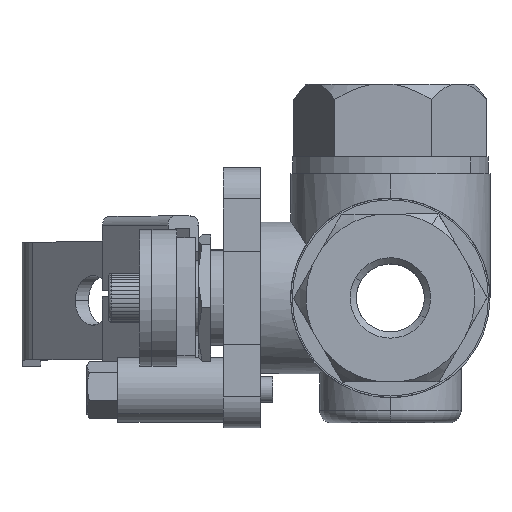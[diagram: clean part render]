
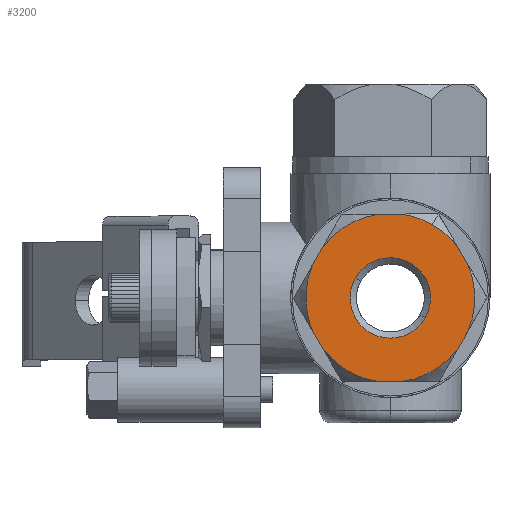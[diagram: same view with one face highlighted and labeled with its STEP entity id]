
A CAD part, left-side view. The second image highlights one B-rep face of the part: STEP entity #3200.
In plain terms, the highlighted face is planar.
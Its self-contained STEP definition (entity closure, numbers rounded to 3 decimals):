
#2714=CARTESIAN_POINT('',(0.,11.75,0.));
#2715=DIRECTION('',(0.,-1.,0.));
#2716=DIRECTION('',(0.119,0.,-0.993));
#2717=AXIS2_PLACEMENT_3D('',#2714,#2715,#2716);
#2719=DIRECTION('',(0.5,0.,0.866));
#2720=VECTOR('',#2719,3.235);
#2721=CARTESIAN_POINT('',(10.926,11.75,-8.176));
#2722=LINE('',#2721,#2720);
#2723=CARTESIAN_POINT('',(0.,11.75,0.));
#2724=DIRECTION('',(0.,-1.,0.));
#2725=DIRECTION('',(0.919,0.,-0.394));
#2726=AXIS2_PLACEMENT_3D('',#2723,#2724,#2725);
#2728=CARTESIAN_POINT('',(0.,11.75,0.));
#2729=DIRECTION('',(0.,-1.,0.));
#2730=DIRECTION('',(1.,0.,0.));
#2731=AXIS2_PLACEMENT_3D('',#2728,#2729,#2730);
#2733=DIRECTION('',(-0.5,0.,0.866));
#2734=VECTOR('',#2733,3.235);
#2735=CARTESIAN_POINT('',(12.543,11.75,5.374));
#2736=LINE('',#2735,#2734);
#2737=CARTESIAN_POINT('',(0.,11.75,0.));
#2738=DIRECTION('',(0.,-1.,0.));
#2739=DIRECTION('',(0.801,0.,0.599));
#2740=AXIS2_PLACEMENT_3D('',#2737,#2738,#2739);
#2742=DIRECTION('',(-1.,0.,0.));
#2743=VECTOR('',#2742,3.235);
#2744=CARTESIAN_POINT('',(1.617,11.75,13.55));
#2745=LINE('',#2744,#2743);
#2746=CARTESIAN_POINT('',(0.,11.75,0.));
#2747=DIRECTION('',(0.,-1.,0.));
#2748=DIRECTION('',(-0.119,0.,0.993));
#2749=AXIS2_PLACEMENT_3D('',#2746,#2747,#2748);
#2751=DIRECTION('',(-0.5,0.,-0.866));
#2752=VECTOR('',#2751,3.235);
#2753=CARTESIAN_POINT('',(-10.926,11.75,8.176));
#2754=LINE('',#2753,#2752);
#2755=CARTESIAN_POINT('',(0.,11.75,0.));
#2756=DIRECTION('',(0.,-1.,0.));
#2757=DIRECTION('',(-0.919,0.,0.394));
#2758=AXIS2_PLACEMENT_3D('',#2755,#2756,#2757);
#2760=DIRECTION('',(0.5,0.,-0.866));
#2761=VECTOR('',#2760,3.235);
#2762=CARTESIAN_POINT('',(-12.543,11.75,-5.374));
#2763=LINE('',#2762,#2761);
#2764=CARTESIAN_POINT('',(0.,11.75,0.));
#2765=DIRECTION('',(0.,-1.,0.));
#2766=DIRECTION('',(-0.801,0.,-0.599));
#2767=AXIS2_PLACEMENT_3D('',#2764,#2765,#2766);
#2769=DIRECTION('',(1.,0.,0.));
#2770=VECTOR('',#2769,3.235);
#2771=CARTESIAN_POINT('',(-1.617,11.75,-13.55));
#2772=LINE('',#2771,#2770);
#2773=CARTESIAN_POINT('',(0.,11.75,0.));
#2774=DIRECTION('',(0.,1.,0.));
#2775=DIRECTION('',(0.,0.,1.));
#2776=AXIS2_PLACEMENT_3D('',#2773,#2774,#2775);
#2778=CARTESIAN_POINT('',(0.,11.75,0.));
#2779=DIRECTION('',(0.,1.,0.));
#2780=DIRECTION('',(0.,0.,-1.));
#2781=AXIS2_PLACEMENT_3D('',#2778,#2779,#2780);
#2795=CARTESIAN_POINT('',(-1.617,11.75,-13.55));
#2959=CARTESIAN_POINT('',(-12.543,11.75,-5.374));
#2979=CARTESIAN_POINT('',(-10.926,11.75,8.176));
#2999=CARTESIAN_POINT('',(1.617,11.75,13.55));
#3019=CARTESIAN_POINT('',(12.543,11.75,5.374));
#3043=CARTESIAN_POINT('',(10.926,11.75,-8.176));
#3051=CARTESIAN_POINT('',(0.,11.75,6.5));
#3053=VERTEX_POINT('',#3051);
#3057=CARTESIAN_POINT('',(0.,11.75,-6.5));
#3058=VERTEX_POINT('',#3057);
#3087=CARTESIAN_POINT('',(12.543,11.75,-5.374));
#3088=CARTESIAN_POINT('',(13.646,11.75,0.));
#3089=VERTEX_POINT('',#3087);
#3090=VERTEX_POINT('',#3088);
#3100=VERTEX_POINT('',#3019);
#3101=CARTESIAN_POINT('',(10.926,11.75,8.176));
#3102=VERTEX_POINT('',#3101);
#3108=VERTEX_POINT('',#3043);
#3113=VERTEX_POINT('',#2795);
#3114=CARTESIAN_POINT('',(1.617,11.75,-13.55));
#3115=VERTEX_POINT('',#3114);
#3120=VERTEX_POINT('',#2959);
#3121=CARTESIAN_POINT('',(-10.926,11.75,-8.176));
#3122=VERTEX_POINT('',#3121);
#3127=VERTEX_POINT('',#2979);
#3128=CARTESIAN_POINT('',(-12.543,11.75,5.374));
#3129=VERTEX_POINT('',#3128);
#3130=VERTEX_POINT('',#2999);
#3131=CARTESIAN_POINT('',(-1.617,11.75,13.55));
#3132=VERTEX_POINT('',#3131);
#3163=CARTESIAN_POINT('',(0.,11.75,0.));
#3164=DIRECTION('',(0.,1.,0.));
#3165=DIRECTION('',(0.,0.,-1.));
#3166=AXIS2_PLACEMENT_3D('',#3163,#3164,#3165);
#3167=PLANE('',#3166);
#3169=ORIENTED_EDGE('',*,*,#3168,.T.);
#3171=ORIENTED_EDGE('',*,*,#3170,.T.);
#3173=ORIENTED_EDGE('',*,*,#3172,.T.);
#3175=ORIENTED_EDGE('',*,*,#3174,.T.);
#3177=ORIENTED_EDGE('',*,*,#3176,.T.);
#3179=ORIENTED_EDGE('',*,*,#3178,.T.);
#3181=ORIENTED_EDGE('',*,*,#3180,.T.);
#3183=ORIENTED_EDGE('',*,*,#3182,.T.);
#3185=ORIENTED_EDGE('',*,*,#3184,.T.);
#3187=ORIENTED_EDGE('',*,*,#3186,.T.);
#3189=ORIENTED_EDGE('',*,*,#3188,.T.);
#3191=ORIENTED_EDGE('',*,*,#3190,.T.);
#3193=ORIENTED_EDGE('',*,*,#3192,.T.);
#3194=EDGE_LOOP('',(#3169,#3171,#3173,#3175,#3177,#3179,#3181,#3183,#3185,#3187,
#3189,#3191,#3193));
#3195=FACE_OUTER_BOUND('',#3194,.F.);
#3196=ORIENTED_EDGE('',*,*,#3154,.T.);
#3197=ORIENTED_EDGE('',*,*,#3140,.T.);
#3198=EDGE_LOOP('',(#3196,#3197));
#3199=FACE_BOUND('',#3198,.F.);
#2718=CIRCLE('',#2717,13.646);
#2727=CIRCLE('',#2726,13.646);
#2732=CIRCLE('',#2731,13.646);
#2741=CIRCLE('',#2740,13.646);
#2750=CIRCLE('',#2749,13.646);
#2759=CIRCLE('',#2758,13.646);
#2768=CIRCLE('',#2767,13.646);
#2777=CIRCLE('',#2776,6.5);
#2782=CIRCLE('',#2781,6.5);
#3140=EDGE_CURVE('',#3058,#3053,#2782,.T.);
#3154=EDGE_CURVE('',#3053,#3058,#2777,.T.);
#3168=EDGE_CURVE('',#3115,#3108,#2718,.T.);
#3170=EDGE_CURVE('',#3108,#3089,#2722,.T.);
#3172=EDGE_CURVE('',#3089,#3090,#2727,.T.);
#3174=EDGE_CURVE('',#3090,#3100,#2732,.T.);
#3176=EDGE_CURVE('',#3100,#3102,#2736,.T.);
#3178=EDGE_CURVE('',#3102,#3130,#2741,.T.);
#3180=EDGE_CURVE('',#3130,#3132,#2745,.T.);
#3182=EDGE_CURVE('',#3132,#3127,#2750,.T.);
#3184=EDGE_CURVE('',#3127,#3129,#2754,.T.);
#3186=EDGE_CURVE('',#3129,#3120,#2759,.T.);
#3188=EDGE_CURVE('',#3120,#3122,#2763,.T.);
#3190=EDGE_CURVE('',#3122,#3113,#2768,.T.);
#3192=EDGE_CURVE('',#3113,#3115,#2772,.T.);
#3200=ADVANCED_FACE('',(#3195,#3199),#3167,.T.);
